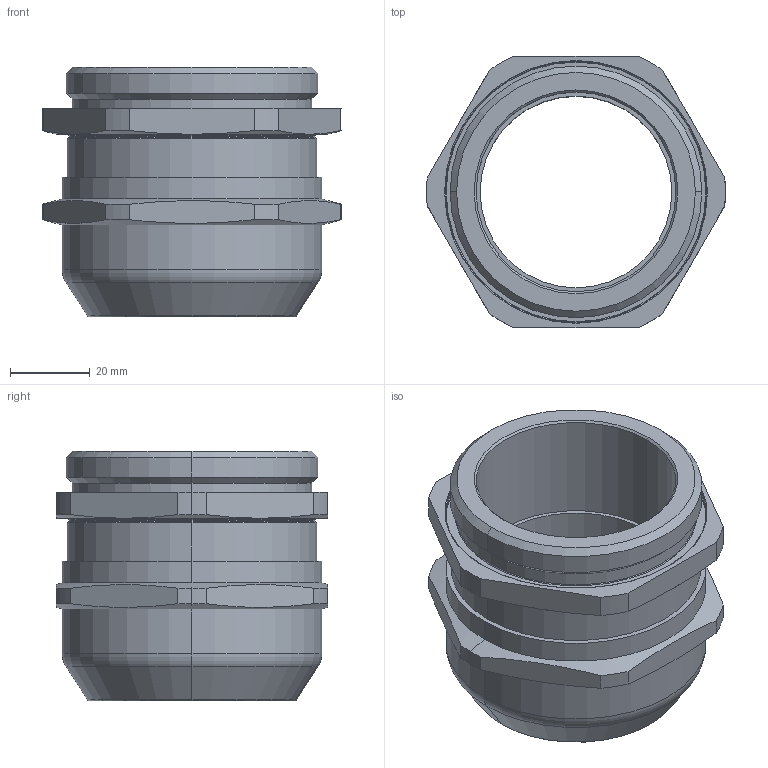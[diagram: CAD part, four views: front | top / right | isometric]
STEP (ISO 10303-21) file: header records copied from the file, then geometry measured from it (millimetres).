
FILE_DESCRIPTION (( 'STEP AP203' ), '1' );
FILE_NAME ('63TSZ1TA5.STEP', '2021-03-23T11:01:06', ( '' ), ( '' ), 'SwSTEP 2.0', 'SolidWorks 2017', '' );
FILE_SCHEMA (( 'CONFIG_CONTROL_DESIGN' ));
Length unit declared in the file: millimetre
Products named in the file (1): 63TSZ1TA5
Bounding box: 74.8 x 68 x 62.5 mm (x, y, z)
Volume: 84861.1 mm3; surface area: 27822.6 mm2
Topology: 1 solids, 1 shells, 86 faces, 197 edges, 118 vertices
Faces by surface type: cylinder 30, cone 23, plane 19, torus 14
Entity records: 2622 total; most frequent: CARTESIAN_POINT 562, DIRECTION 455, ORIENTED_EDGE 394, EDGE_CURVE 197, AXIS2_PLACEMENT_3D 195, VERTEX_POINT 118, CIRCLE 108, EDGE_LOOP 93
